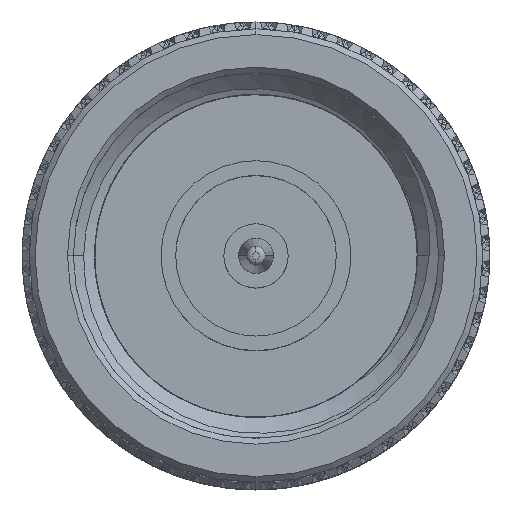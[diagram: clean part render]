
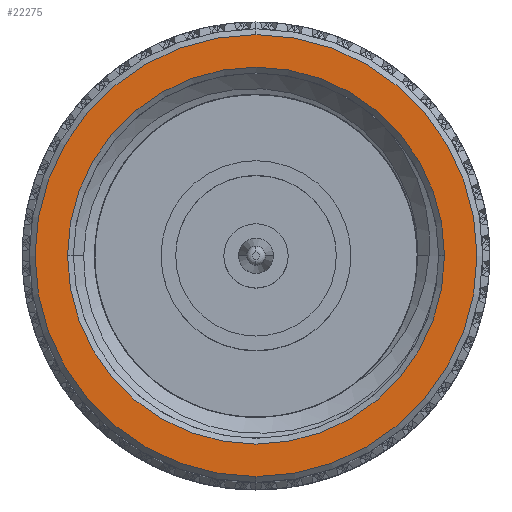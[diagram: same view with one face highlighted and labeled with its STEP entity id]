
A CAD part, top view. The second image highlights one B-rep face of the part: STEP entity #22275.
In plain terms, the highlighted face is planar.
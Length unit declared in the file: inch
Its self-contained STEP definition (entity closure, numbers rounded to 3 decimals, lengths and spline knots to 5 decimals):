
#2181 = CARTESIAN_POINT ( 'NONE',  ( 0., 0., -0.3225 ) ) ;
#3063 = VERTEX_POINT ( 'NONE', #39255 ) ;
#4415 = AXIS2_PLACEMENT_3D ( 'NONE', #28682, #44884, #102893 ) ;
#8420 = DIRECTION ( 'NONE',  ( 0., -1., 0. ) ) ;
#8975 = ORIENTED_EDGE ( 'NONE', *, *, #44487, .T. ) ;
#14869 = ORIENTED_EDGE ( 'NONE', *, *, #65534, .T. ) ;
#14945 = VERTEX_POINT ( 'NONE', #77782 ) ;
#15163 = EDGE_CURVE ( 'NONE', #3063, #62942, #41990, .T. ) ;
#17327 = ORIENTED_EDGE ( 'NONE', *, *, #15163, .T. ) ;
#22275 = ADVANCED_FACE ( 'NONE', ( #27286, #46597 ), #96438, .T. ) ;
#23824 = CIRCLE ( 'NONE', #99816, 0.37809 ) ;
#23919 = CIRCLE ( 'NONE', #34433, 0.37809 ) ;
#24590 = ORIENTED_EDGE ( 'NONE', *, *, #89894, .T. ) ;
#27286 = FACE_BOUND ( 'NONE', #61770, .T. ) ;
#28682 = CARTESIAN_POINT ( 'NONE',  ( 0., 0., 0. ) ) ;
#30276 = CARTESIAN_POINT ( 'NONE',  ( 0., 0., 0. ) ) ;
#34433 = AXIS2_PLACEMENT_3D ( 'NONE', #30276, #47194, #55547 ) ;
#39255 = CARTESIAN_POINT ( 'NONE',  ( 0., 0., 0.3225 ) ) ;
#41990 = CIRCLE ( 'NONE', #73170, 0.3225 ) ;
#44236 = CARTESIAN_POINT ( 'NONE',  ( 0., 0., 0. ) ) ;
#44487 = EDGE_CURVE ( 'NONE', #14945, #80971, #23919, .T. ) ;
#44884 = DIRECTION ( 'NONE',  ( 1., 0., 0. ) ) ;
#46597 = FACE_OUTER_BOUND ( 'NONE', #82789, .T. ) ;
#47194 = DIRECTION ( 'NONE',  ( -1., 0., 0. ) ) ;
#52244 = CARTESIAN_POINT ( 'NONE',  ( 0., 0.37809, 0. ) ) ;
#54004 = DIRECTION ( 'NONE',  ( -1., 0., 0. ) ) ;
#54081 = AXIS2_PLACEMENT_3D ( 'NONE', #55360, #63620, #88877 ) ;
#55360 = CARTESIAN_POINT ( 'NONE',  ( 0., 0.38809, 0. ) ) ;
#55547 = DIRECTION ( 'NONE',  ( 0., -1., 0. ) ) ;
#58968 = DIRECTION ( 'NONE',  ( 1., 0., 0. ) ) ;
#61770 = EDGE_LOOP ( 'NONE', ( #17327, #24590 ) ) ;
#62942 = VERTEX_POINT ( 'NONE', #2181 ) ;
#63620 = DIRECTION ( 'NONE',  ( -1., 0., 0. ) ) ;
#65534 = EDGE_CURVE ( 'NONE', #80971, #14945, #23824, .T. ) ;
#68383 = CIRCLE ( 'NONE', #4415, 0.3225 ) ;
#73170 = AXIS2_PLACEMENT_3D ( 'NONE', #90749, #58968, #8420 ) ;
#77782 = CARTESIAN_POINT ( 'NONE',  ( 0., -0.37809, 0. ) ) ;
#80971 = VERTEX_POINT ( 'NONE', #52244 ) ;
#82789 = EDGE_LOOP ( 'NONE', ( #14869, #8975 ) ) ;
#85425 = DIRECTION ( 'NONE',  ( 0., -1., 0. ) ) ;
#88877 = DIRECTION ( 'NONE',  ( 0., -1., 0. ) ) ;
#89894 = EDGE_CURVE ( 'NONE', #62942, #3063, #68383, .T. ) ;
#90749 = CARTESIAN_POINT ( 'NONE',  ( 0., 0., 0. ) ) ;
#96438 = PLANE ( 'NONE',  #54081 ) ;
#99816 = AXIS2_PLACEMENT_3D ( 'NONE', #44236, #54004, #85425 ) ;
#102893 = DIRECTION ( 'NONE',  ( 0., -1., 0. ) ) ;
